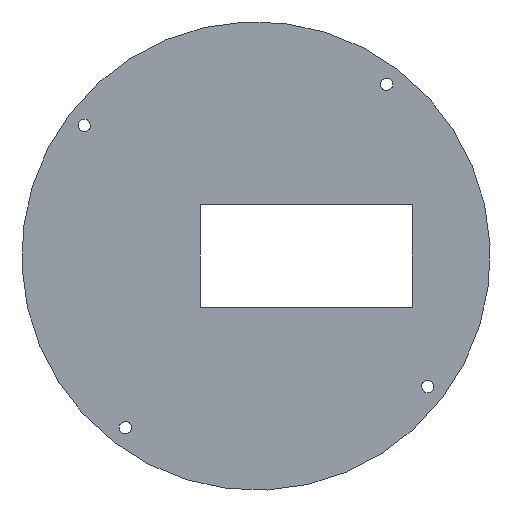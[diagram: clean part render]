
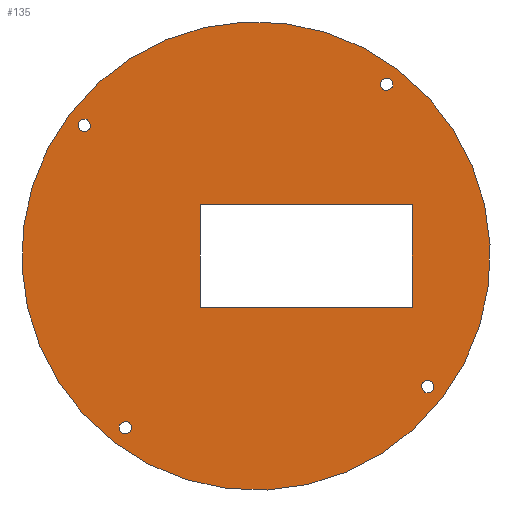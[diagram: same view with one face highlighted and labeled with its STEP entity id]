
A CAD part, front view. The second image highlights one B-rep face of the part: STEP entity #135.
In plain terms, the highlighted planar face has unit normal (0, -1, 0).
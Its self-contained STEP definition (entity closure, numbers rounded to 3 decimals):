
#5 = EDGE_CURVE ( 'NONE', #350, #568, #475, .T. ) ;
#13 = ORIENTED_EDGE ( 'NONE', *, *, #471, .F. ) ;
#22 = CIRCLE ( 'NONE', #387, 1.25 ) ;
#25 = CARTESIAN_POINT ( 'NONE',  ( 131.269, 143.397, 369.835 ) ) ;
#27 = CARTESIAN_POINT ( 'NONE',  ( 134.45, 143.397, 333.012 ) ) ;
#38 = ORIENTED_EDGE ( 'NONE', *, *, #549, .F. ) ;
#48 = VERTEX_POINT ( 'NONE', #513 ) ;
#49 = DIRECTION ( 'NONE',  ( 0., -1., 0. ) ) ;
#53 = EDGE_CURVE ( 'NONE', #355, #511, #219, .T. ) ;
#56 = CARTESIAN_POINT ( 'NONE',  ( 63.792, 143.397, 386.715 ) ) ;
#57 = VECTOR ( 'NONE', #406, 1000. ) ;
#58 = DIRECTION ( 'NONE',  ( -0.796, 0., 0.605 ) ) ;
#63 = FACE_OUTER_BOUND ( 'NONE', #610, .T. ) ;
#71 = EDGE_CURVE ( 'NONE', #396, #89, #433, .T. ) ;
#76 = DIRECTION ( 'NONE',  ( 0., -1., 0. ) ) ;
#83 = ORIENTED_EDGE ( 'NONE', *, *, #617, .T. ) ;
#89 = VERTEX_POINT ( 'NONE', #556 ) ;
#95 = CARTESIAN_POINT ( 'NONE',  ( 126.092, 143.397, 394.316 ) ) ;
#96 = ORIENTED_EDGE ( 'NONE', *, *, #483, .F. ) ;
#98 = DIRECTION ( 'NONE',  ( 0., 0., 1. ) ) ;
#100 = DIRECTION ( 'NONE',  ( 0., -1., 0. ) ) ;
#101 = VERTEX_POINT ( 'NONE', #506 ) ;
#106 = ORIENTED_EDGE ( 'NONE', *, *, #599, .T. ) ;
#109 = AXIS2_PLACEMENT_3D ( 'NONE', #562, #49, #450 ) ;
#114 = AXIS2_PLACEMENT_3D ( 'NONE', #448, #100, #201 ) ;
#121 = CARTESIAN_POINT ( 'NONE',  ( 134.45, 143.397, 333.012 ) ) ;
#122 = VECTOR ( 'NONE', #98, 1000. ) ;
#123 = CARTESIAN_POINT ( 'NONE',  ( 64.788, 143.397, 385.959 ) ) ;
#126 = EDGE_CURVE ( 'NONE', #89, #396, #166, .T. ) ;
#127 = DIRECTION ( 'NONE',  ( -0.796, 0., 0.605 ) ) ;
#134 = EDGE_LOOP ( 'NONE', ( #267, #206 ) ) ;
#135 = ADVANCED_FACE ( 'NONE', ( #404, #613, #153, #359, #560, #63 ), #565, .F. ) ;
#152 = CARTESIAN_POINT ( 'NONE',  ( 131.269, 143.397, 359.485 ) ) ;
#153 = FACE_BOUND ( 'NONE', #566, .T. ) ;
#166 = CIRCLE ( 'NONE', #618, 1.25 ) ;
#173 = CARTESIAN_POINT ( 'NONE',  ( 72.15, 143.397, 325.41 ) ) ;
#175 = CARTESIAN_POINT ( 'NONE',  ( 99.619, 143.397, 359.485 ) ) ;
#178 = AXIS2_PLACEMENT_3D ( 'NONE', #175, #380, #127 ) ;
#180 = VERTEX_POINT ( 'NONE', #245 ) ;
#184 = CARTESIAN_POINT ( 'NONE',  ( 65.783, 143.397, 385.202 ) ) ;
#186 = ORIENTED_EDGE ( 'NONE', *, *, #485, .F. ) ;
#188 = EDGE_CURVE ( 'NONE', #647, #279, #398, .T. ) ;
#195 = DIRECTION ( 'NONE',  ( 0., -1., 0. ) ) ;
#201 = DIRECTION ( 'NONE',  ( 0.796, 0., -0.605 ) ) ;
#203 = DIRECTION ( 'NONE',  ( 0., -1., 0. ) ) ;
#206 = ORIENTED_EDGE ( 'NONE', *, *, #492, .F. ) ;
#219 = CIRCLE ( 'NONE', #580, 1.25 ) ;
#220 = DIRECTION ( 'NONE',  ( 0.796, 0., -0.605 ) ) ;
#229 = CIRCLE ( 'NONE', #593, 47.5 ) ;
#238 = CARTESIAN_POINT ( 'NONE',  ( 88.269, 143.397, 359.485 ) ) ;
#241 = VERTEX_POINT ( 'NONE', #654 ) ;
#242 = LINE ( 'NONE', #616, #363 ) ;
#245 = CARTESIAN_POINT ( 'NONE',  ( 61.802, 143.397, 388.228 ) ) ;
#246 = CARTESIAN_POINT ( 'NONE',  ( 73.145, 143.397, 324.654 ) ) ;
#248 = DIRECTION ( 'NONE',  ( -0.796, 0., 0.605 ) ) ;
#254 = CARTESIAN_POINT ( 'NONE',  ( 99.619, 143.397, 359.485 ) ) ;
#260 = DIRECTION ( 'NONE',  ( 0.796, 0., -0.605 ) ) ;
#261 = ORIENTED_EDGE ( 'NONE', *, *, #403, .T. ) ;
#267 = ORIENTED_EDGE ( 'NONE', *, *, #5, .F. ) ;
#279 = VERTEX_POINT ( 'NONE', #342 ) ;
#281 = DIRECTION ( 'NONE',  ( 0.796, 0., -0.605 ) ) ;
#307 = ORIENTED_EDGE ( 'NONE', *, *, #375, .F. ) ;
#316 = DIRECTION ( 'NONE',  ( 0., 1., 0. ) ) ;
#342 = CARTESIAN_POINT ( 'NONE',  ( 88.269, 143.397, 369.835 ) ) ;
#346 = DIRECTION ( 'NONE',  ( 1., 0., 0. ) ) ;
#350 = VERTEX_POINT ( 'NONE', #184 ) ;
#355 = VERTEX_POINT ( 'NONE', #385 ) ;
#359 = FACE_BOUND ( 'NONE', #501, .T. ) ;
#362 = CARTESIAN_POINT ( 'NONE',  ( 88.269, 143.397, 349.135 ) ) ;
#363 = VECTOR ( 'NONE', #346, 1000. ) ;
#366 = DIRECTION ( 'NONE',  ( 0., -1., 0. ) ) ;
#375 = EDGE_CURVE ( 'NONE', #180, #101, #419, .T. ) ;
#380 = DIRECTION ( 'NONE',  ( 0., 1., 0. ) ) ;
#385 = CARTESIAN_POINT ( 'NONE',  ( 125.097, 143.397, 395.073 ) ) ;
#387 = AXIS2_PLACEMENT_3D ( 'NONE', #27, #195, #454 ) ;
#389 = EDGE_LOOP ( 'NONE', ( #38, #542 ) ) ;
#390 = VERTEX_POINT ( 'NONE', #640 ) ;
#393 = DIRECTION ( 'NONE',  ( 0.796, 0., -0.605 ) ) ;
#396 = VERTEX_POINT ( 'NONE', #173 ) ;
#397 = DIRECTION ( 'NONE',  ( 0., 1., 0. ) ) ;
#398 = LINE ( 'NONE', #238, #122 ) ;
#403 = EDGE_CURVE ( 'NONE', #241, #647, #578, .T. ) ;
#404 = FACE_BOUND ( 'NONE', #579, .T. ) ;
#406 = DIRECTION ( 'NONE',  ( 0., 0., -1. ) ) ;
#413 = ORIENTED_EDGE ( 'NONE', *, *, #126, .F. ) ;
#419 = CIRCLE ( 'NONE', #178, 47.5 ) ;
#422 = VERTEX_POINT ( 'NONE', #25 ) ;
#428 = AXIS2_PLACEMENT_3D ( 'NONE', #121, #76, #281 ) ;
#433 = CIRCLE ( 'NONE', #114, 1.25 ) ;
#441 = DIRECTION ( 'NONE',  ( 0., -1., 0. ) ) ;
#448 = CARTESIAN_POINT ( 'NONE',  ( 73.145, 143.397, 324.654 ) ) ;
#450 = DIRECTION ( 'NONE',  ( 0.796, 0., -0.605 ) ) ;
#454 = DIRECTION ( 'NONE',  ( 0.796, 0., -0.605 ) ) ;
#471 = EDGE_CURVE ( 'NONE', #390, #48, #551, .T. ) ;
#475 = CIRCLE ( 'NONE', #614, 1.25 ) ;
#483 = EDGE_CURVE ( 'NONE', #48, #390, #22, .T. ) ;
#485 = EDGE_CURVE ( 'NONE', #101, #180, #229, .T. ) ;
#489 = CARTESIAN_POINT ( 'NONE',  ( 64.788, 143.397, 385.959 ) ) ;
#492 = EDGE_CURVE ( 'NONE', #568, #350, #529, .T. ) ;
#500 = DIRECTION ( 'NONE',  ( 0., -1., 0. ) ) ;
#501 = EDGE_LOOP ( 'NONE', ( #413, #507 ) ) ;
#506 = CARTESIAN_POINT ( 'NONE',  ( 137.436, 143.397, 330.743 ) ) ;
#507 = ORIENTED_EDGE ( 'NONE', *, *, #71, .F. ) ;
#508 = CARTESIAN_POINT ( 'NONE',  ( 127.088, 143.397, 393.56 ) ) ;
#510 = CARTESIAN_POINT ( 'NONE',  ( 99.619, 143.397, 359.485 ) ) ;
#511 = VERTEX_POINT ( 'NONE', #508 ) ;
#513 = CARTESIAN_POINT ( 'NONE',  ( 135.445, 143.397, 332.255 ) ) ;
#514 = DIRECTION ( 'NONE',  ( 0.796, 0., -0.605 ) ) ;
#527 = AXIS2_PLACEMENT_3D ( 'NONE', #510, #316, #58 ) ;
#529 = CIRCLE ( 'NONE', #638, 1.25 ) ;
#542 = ORIENTED_EDGE ( 'NONE', *, *, #53, .F. ) ;
#549 = EDGE_CURVE ( 'NONE', #511, #355, #631, .T. ) ;
#551 = CIRCLE ( 'NONE', #428, 1.25 ) ;
#556 = CARTESIAN_POINT ( 'NONE',  ( 74.141, 143.397, 323.898 ) ) ;
#560 = FACE_BOUND ( 'NONE', #134, .T. ) ;
#561 = ORIENTED_EDGE ( 'NONE', *, *, #188, .T. ) ;
#562 = CARTESIAN_POINT ( 'NONE',  ( 126.092, 143.397, 394.316 ) ) ;
#565 = PLANE ( 'NONE',  #527 ) ;
#566 = EDGE_LOOP ( 'NONE', ( #96, #13 ) ) ;
#568 = VERTEX_POINT ( 'NONE', #56 ) ;
#578 = LINE ( 'NONE', #581, #648 ) ;
#579 = EDGE_LOOP ( 'NONE', ( #83, #106, #261, #561 ) ) ;
#580 = AXIS2_PLACEMENT_3D ( 'NONE', #95, #500, #260 ) ;
#581 = CARTESIAN_POINT ( 'NONE',  ( 99.619, 143.397, 349.135 ) ) ;
#584 = DIRECTION ( 'NONE',  ( -1., 0., 0. ) ) ;
#593 = AXIS2_PLACEMENT_3D ( 'NONE', #254, #397, #248 ) ;
#599 = EDGE_CURVE ( 'NONE', #422, #241, #611, .T. ) ;
#610 = EDGE_LOOP ( 'NONE', ( #186, #307 ) ) ;
#611 = LINE ( 'NONE', #152, #57 ) ;
#613 = FACE_BOUND ( 'NONE', #389, .T. ) ;
#614 = AXIS2_PLACEMENT_3D ( 'NONE', #123, #366, #220 ) ;
#616 = CARTESIAN_POINT ( 'NONE',  ( 99.619, 143.397, 369.835 ) ) ;
#617 = EDGE_CURVE ( 'NONE', #279, #422, #242, .T. ) ;
#618 = AXIS2_PLACEMENT_3D ( 'NONE', #246, #441, #514 ) ;
#631 = CIRCLE ( 'NONE', #109, 1.25 ) ;
#638 = AXIS2_PLACEMENT_3D ( 'NONE', #489, #203, #393 ) ;
#640 = CARTESIAN_POINT ( 'NONE',  ( 133.455, 143.397, 333.768 ) ) ;
#647 = VERTEX_POINT ( 'NONE', #362 ) ;
#648 = VECTOR ( 'NONE', #584, 1000. ) ;
#654 = CARTESIAN_POINT ( 'NONE',  ( 131.269, 143.397, 349.135 ) ) ;
